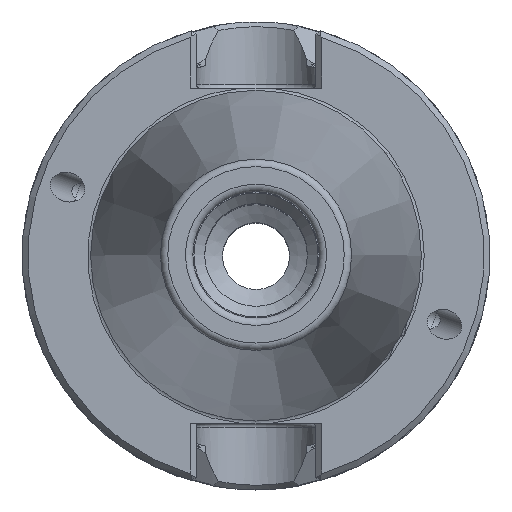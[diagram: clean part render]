
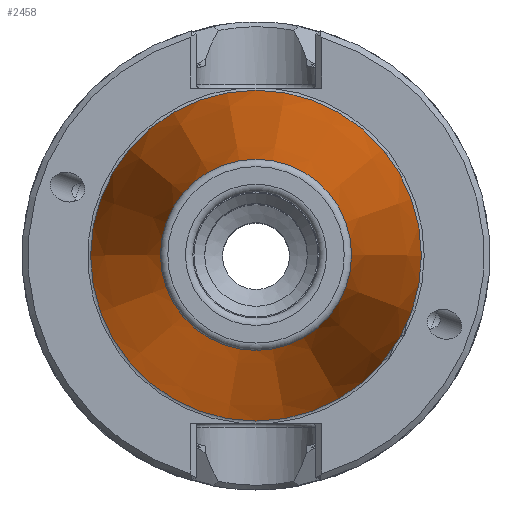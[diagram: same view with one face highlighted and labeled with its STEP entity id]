
A CAD part, top view. The second image highlights one B-rep face of the part: STEP entity #2458.
In plain terms, the highlighted conical face has half-angle 8.297 degrees and reference radius 12.871 mm.
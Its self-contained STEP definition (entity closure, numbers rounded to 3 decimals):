
#242=CONICAL_SURFACE('',#2623,12.871,0.145);
#295=CIRCLE('',#2618,12.871);
#298=CIRCLE('',#2624,22.268);
#424=ORIENTED_EDGE('',*,*,#824,.T.);
#425=ORIENTED_EDGE('',*,*,#820,.F.);
#820=EDGE_CURVE('',#1040,#1040,#295,.T.);
#824=EDGE_CURVE('',#1045,#1045,#298,.T.);
#1040=VERTEX_POINT('',#3414);
#1045=VERTEX_POINT('',#3440);
#1303=EDGE_LOOP('',(#424));
#1304=EDGE_LOOP('',(#425));
#1484=FACE_BOUND('',#1303,.T.);
#1485=FACE_BOUND('',#1304,.T.);
#2458=ADVANCED_FACE('',(#1484,#1485),#242,.T.);
#2618=AXIS2_PLACEMENT_3D('',#3413,#2917,#2918);
#2623=AXIS2_PLACEMENT_3D('',#3438,#2927,#2928);
#2624=AXIS2_PLACEMENT_3D('',#3439,#2929,#2930);
#2917=DIRECTION('',(0.,0.,1.));
#2918=DIRECTION('',(1.,0.,0.));
#2927=DIRECTION('',(0.,0.,-1.));
#2928=DIRECTION('',(-1.,0.,0.));
#2929=DIRECTION('',(0.,0.,1.));
#2930=DIRECTION('',(1.,0.,0.));
#3413=CARTESIAN_POINT('',(0.,0.,64.544));
#3414=CARTESIAN_POINT('',(12.871,0.,64.544));
#3438=CARTESIAN_POINT('',(0.,0.,64.544));
#3439=CARTESIAN_POINT('',(0.,0.,0.106));
#3440=CARTESIAN_POINT('',(22.268,0.,0.106));
